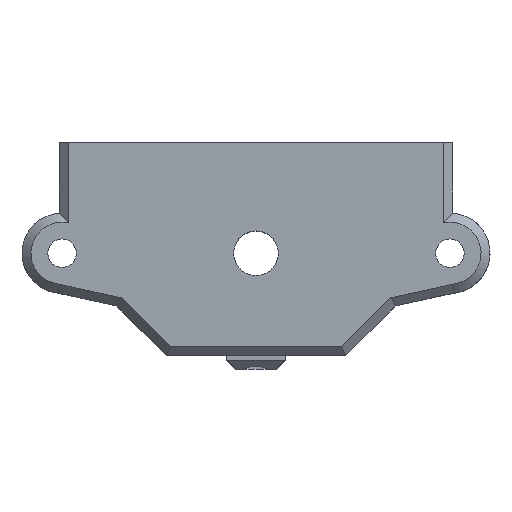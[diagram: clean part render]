
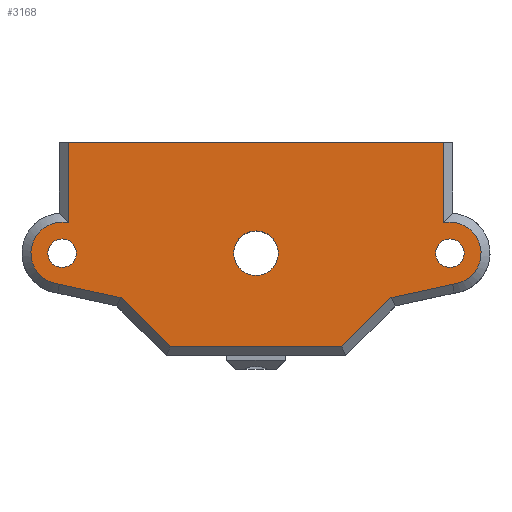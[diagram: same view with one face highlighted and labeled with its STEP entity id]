
A CAD part, top view. The second image highlights one B-rep face of the part: STEP entity #3168.
In plain terms, the highlighted planar face has unit normal (0, 0, 1).
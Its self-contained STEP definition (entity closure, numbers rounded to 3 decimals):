
#69=FACE_BOUND('',#1125,.T.);
#70=FACE_BOUND('',#1126,.T.);
#71=FACE_BOUND('',#1127,.T.);
#93=PLANE('',#3401);
#254=LINE('',#5128,#542);
#255=LINE('',#5130,#543);
#256=LINE('',#5132,#544);
#257=LINE('',#5134,#545);
#258=LINE('',#5136,#546);
#259=LINE('',#5140,#547);
#260=LINE('',#5142,#548);
#261=LINE('',#5144,#549);
#542=VECTOR('',#3838,10.);
#543=VECTOR('',#3839,10.);
#544=VECTOR('',#3840,10.);
#545=VECTOR('',#3841,1000.);
#546=VECTOR('',#3842,10.);
#547=VECTOR('',#3845,10.);
#548=VECTOR('',#3846,10.);
#549=VECTOR('',#3847,10.);
#802=CIRCLE('',#3402,3.5);
#803=CIRCLE('',#3403,3.5);
#804=CIRCLE('',#3404,1.6);
#805=CIRCLE('',#3405,2.5);
#806=CIRCLE('',#3406,1.6);
#941=FACE_OUTER_BOUND('',#1124,.T.);
#1124=EDGE_LOOP('',(#2352,#2353,#2354,#2355,#2356,#2357,#2358,#2359,#2360,
#2361));
#1125=EDGE_LOOP('',(#2362));
#1126=EDGE_LOOP('',(#2363));
#1127=EDGE_LOOP('',(#2364));
#1470=VERTEX_POINT('',#5126);
#1471=VERTEX_POINT('',#5127);
#1472=VERTEX_POINT('',#5129);
#1473=VERTEX_POINT('',#5131);
#1474=VERTEX_POINT('',#5133);
#1475=VERTEX_POINT('',#5135);
#1476=VERTEX_POINT('',#5137);
#1477=VERTEX_POINT('',#5139);
#1478=VERTEX_POINT('',#5141);
#1479=VERTEX_POINT('',#5143);
#1480=VERTEX_POINT('',#5146);
#1481=VERTEX_POINT('',#5148);
#1482=VERTEX_POINT('',#5150);
#1812=EDGE_CURVE('',#1470,#1471,#254,.T.);
#1813=EDGE_CURVE('',#1472,#1470,#255,.T.);
#1814=EDGE_CURVE('',#1473,#1472,#256,.T.);
#1815=EDGE_CURVE('',#1473,#1474,#257,.T.);
#1816=EDGE_CURVE('',#1475,#1474,#258,.T.);
#1817=EDGE_CURVE('',#1476,#1475,#802,.T.);
#1818=EDGE_CURVE('',#1476,#1477,#259,.T.);
#1819=EDGE_CURVE('',#1478,#1477,#260,.T.);
#1820=EDGE_CURVE('',#1479,#1478,#261,.T.);
#1821=EDGE_CURVE('',#1471,#1479,#803,.T.);
#1822=EDGE_CURVE('',#1480,#1480,#804,.T.);
#1823=EDGE_CURVE('',#1481,#1481,#805,.T.);
#1824=EDGE_CURVE('',#1482,#1482,#806,.T.);
#2352=ORIENTED_EDGE('',*,*,#1812,.F.);
#2353=ORIENTED_EDGE('',*,*,#1813,.F.);
#2354=ORIENTED_EDGE('',*,*,#1814,.F.);
#2355=ORIENTED_EDGE('',*,*,#1815,.T.);
#2356=ORIENTED_EDGE('',*,*,#1816,.F.);
#2357=ORIENTED_EDGE('',*,*,#1817,.F.);
#2358=ORIENTED_EDGE('',*,*,#1818,.T.);
#2359=ORIENTED_EDGE('',*,*,#1819,.F.);
#2360=ORIENTED_EDGE('',*,*,#1820,.F.);
#2361=ORIENTED_EDGE('',*,*,#1821,.F.);
#2362=ORIENTED_EDGE('',*,*,#1822,.T.);
#2363=ORIENTED_EDGE('',*,*,#1823,.F.);
#2364=ORIENTED_EDGE('',*,*,#1824,.T.);
#3168=ADVANCED_FACE('',(#941,#69,#70,#71),#93,.F.);
#3401=AXIS2_PLACEMENT_3D('',#5125,#3836,#3837);
#3402=AXIS2_PLACEMENT_3D('',#5138,#3843,#3844);
#3403=AXIS2_PLACEMENT_3D('',#5145,#3848,#3849);
#3404=AXIS2_PLACEMENT_3D('',#5147,#3850,#3851);
#3405=AXIS2_PLACEMENT_3D('',#5149,#3852,#3853);
#3406=AXIS2_PLACEMENT_3D('',#5151,#3854,#3855);
#3836=DIRECTION('center_axis',(0.,0.,-1.));
#3837=DIRECTION('ref_axis',(-1.,0.,0.));
#3838=DIRECTION('',(-0.977,0.213,0.));
#3839=DIRECTION('',(-0.707,0.707,0.));
#3840=DIRECTION('',(-1.,0.,0.));
#3841=DIRECTION('',(0.707,0.707,0.));
#3842=DIRECTION('',(-0.977,-0.213,0.));
#3843=DIRECTION('center_axis',(0.,0.,-1.));
#3844=DIRECTION('ref_axis',(0.,1.,0.));
#3845=DIRECTION('',(0.,1.,0.));
#3846=DIRECTION('',(1.,0.,0.));
#3847=DIRECTION('',(0.,1.,0.));
#3848=DIRECTION('center_axis',(0.,0.,-1.));
#3849=DIRECTION('ref_axis',(0.,1.,0.));
#3850=DIRECTION('center_axis',(0.,0.,-1.));
#3851=DIRECTION('ref_axis',(0.,1.,0.));
#3852=DIRECTION('center_axis',(0.,0.,1.));
#3853=DIRECTION('ref_axis',(1.,0.,0.));
#3854=DIRECTION('center_axis',(0.,0.,-1.));
#3855=DIRECTION('ref_axis',(0.,1.,0.));
#5125=CARTESIAN_POINT('Origin',(0.,-21.502,19.2));
#5126=CARTESIAN_POINT('',(-15.142,-14.994,19.2));
#5127=CARTESIAN_POINT('',(-22.063,-13.486,19.2));
#5128=CARTESIAN_POINT('',(-9.025,-16.327,19.2));
#5129=CARTESIAN_POINT('',(-9.636,-20.5,19.2));
#5130=CARTESIAN_POINT('',(-6.83,-23.306,19.2));
#5131=CARTESIAN_POINT('',(9.636,-20.5,19.2));
#5132=CARTESIAN_POINT('',(0.,-20.5,19.2));
#5133=CARTESIAN_POINT('',(15.142,-14.994,19.2));
#5134=CARTESIAN_POINT('',(21.343,-8.793,19.2));
#5135=CARTESIAN_POINT('',(22.063,-13.486,19.2));
#5136=CARTESIAN_POINT('',(9.025,-16.327,19.2));
#5137=CARTESIAN_POINT('',(21.05,-6.571,19.2));
#5138=CARTESIAN_POINT('Origin',(21.75,-10.,19.2));
#5139=CARTESIAN_POINT('',(21.05,2.415,19.2));
#5140=CARTESIAN_POINT('',(21.05,-0.001,19.2));
#5141=CARTESIAN_POINT('',(-21.05,2.415,19.2));
#5142=CARTESIAN_POINT('',(0.,2.415,19.2));
#5143=CARTESIAN_POINT('',(-21.05,-6.571,19.2));
#5144=CARTESIAN_POINT('',(-21.05,-0.001,19.2));
#5145=CARTESIAN_POINT('Origin',(-21.75,-10.,19.2));
#5146=CARTESIAN_POINT('',(21.75,-11.6,19.2));
#5147=CARTESIAN_POINT('Origin',(21.75,-10.,19.2));
#5148=CARTESIAN_POINT('',(-2.5,-10.,19.2));
#5149=CARTESIAN_POINT('Origin',(0.,-10.,19.2));
#5150=CARTESIAN_POINT('',(-21.75,-11.6,19.2));
#5151=CARTESIAN_POINT('Origin',(-21.75,-10.,19.2));
